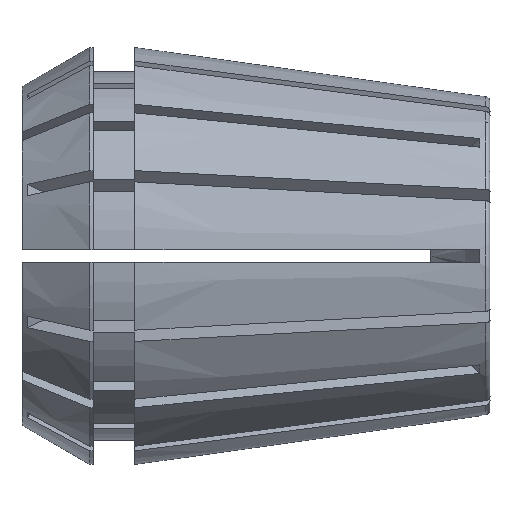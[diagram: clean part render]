
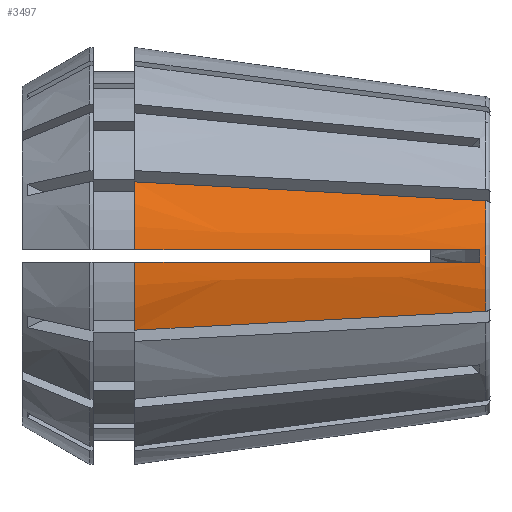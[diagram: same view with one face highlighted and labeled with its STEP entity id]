
A CAD part, front view. The second image highlights one B-rep face of the part: STEP entity #3497.
In plain terms, the highlighted conical face has half-angle 8 degrees and reference radius 15.595 mm.
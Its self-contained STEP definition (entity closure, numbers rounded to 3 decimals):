
#261 = EDGE_CURVE ( 'NONE', #5591, #8115, #2383, .T. ) ;
#262 = EDGE_CURVE ( 'NONE', #8114, #8115, #1444, .T. ) ;
#263 = EDGE_CURVE ( 'NONE', #5645, #8114, #1445, .T. ) ;
#264 = EDGE_CURVE ( 'NONE', #5645, #8117, #1446, .T. ) ;
#953 = CARTESIAN_POINT ( 'NONE',  ( 45.57, -14.683, -5.433 ) ) ;
#954 = CARTESIAN_POINT ( 'NONE',  ( 36.497, -15.862, -5.921 ) ) ;
#962 = CARTESIAN_POINT ( 'NONE',  ( 27.424, -17.041, -6.409 ) ) ;
#963 = CARTESIAN_POINT ( 'NONE',  ( 18.351, -18.219, -6.897 ) ) ;
#964 = CARTESIAN_POINT ( 'NONE',  ( 15.934, -18.533, -7.027 ) ) ;
#965 = CARTESIAN_POINT ( 'NONE',  ( 13.517, -18.847, -7.157 ) ) ;
#966 = CARTESIAN_POINT ( 'NONE',  ( 11.1, -19.161, -7.287 ) ) ;
#986 = CARTESIAN_POINT ( 'NONE',  ( 45.57, -14.683, 5.433 ) ) ;
#987 = CARTESIAN_POINT ( 'NONE',  ( 36.497, -15.862, 5.921 ) ) ;
#994 = CARTESIAN_POINT ( 'NONE',  ( 27.424, -17.041, 6.409 ) ) ;
#995 = CARTESIAN_POINT ( 'NONE',  ( 18.351, -18.219, 6.897 ) ) ;
#996 = CARTESIAN_POINT ( 'NONE',  ( 15.934, -18.533, 7.027 ) ) ;
#997 = CARTESIAN_POINT ( 'NONE',  ( 13.517, -18.847, 7.157 ) ) ;
#998 = CARTESIAN_POINT ( 'NONE',  ( 11.1, -19.161, 7.287 ) ) ;
#1020 = CARTESIAN_POINT ( 'NONE',  ( 45.57, 0., 0. ) ) ;
#1021 = DIRECTION ( 'NONE',  ( -1., 0., 0. ) ) ;
#1022 = DIRECTION ( 'NONE',  ( 0., 0., -1. ) ) ;
#1035 = CARTESIAN_POINT ( 'NONE',  ( 11.1, 0., 0. ) ) ;
#1036 = DIRECTION ( 'NONE',  ( -1., 0., 0. ) ) ;
#1037 = DIRECTION ( 'NONE',  ( 0., 0., 1. ) ) ;
#1042 = CARTESIAN_POINT ( 'NONE',  ( 44.993, -15.726, -0.6 ) ) ;
#1046 = CARTESIAN_POINT ( 'NONE',  ( 11.1, -20.492, -0.6 ) ) ;
#1047 = CARTESIAN_POINT ( 'NONE',  ( 11.1, -19.161, 7.287 ) ) ;
#1048 = CARTESIAN_POINT ( 'NONE',  ( 11.1, -20.492, 0.6 ) ) ;
#1054 = CARTESIAN_POINT ( 'NONE',  ( 45.57, -14.683, 5.433 ) ) ;
#1444 = B_SPLINE_CURVE_WITH_KNOTS ( 'NONE', 3,
 ( #2870, #2865, #2866, #2871 ),
 .UNSPECIFIED., .F., .F.,
 ( 4, 4 ),
 ( 0.082, 0.116 ),
 .UNSPECIFIED. ) ;
#1445 = B_SPLINE_CURVE_WITH_KNOTS ( 'NONE', 3,
 ( #2873, #2860, #2874, #2875 ),
 .UNSPECIFIED., .F., .F.,
 ( 4, 4 ),
 ( 0., 0.001 ),
 .UNSPECIFIED. ) ;
#1446 = B_SPLINE_CURVE_WITH_KNOTS ( 'NONE', 3,
 ( #2861, #2872, #2877, #2878 ),
 .UNSPECIFIED., .F., .F.,
 ( 4, 4 ),
 ( 0.082, 0.116 ),
 .UNSPECIFIED. ) ;
#2246 = ORIENTED_EDGE ( 'NONE', *, *, #7858, .F. ) ;
#2247 = ORIENTED_EDGE ( 'NONE', *, *, #7875, .T. ) ;
#2248 = ORIENTED_EDGE ( 'NONE', *, *, #7869, .T. ) ;
#2249 = ORIENTED_EDGE ( 'NONE', *, *, #7882, .F. ) ;
#2250 = ORIENTED_EDGE ( 'NONE', *, *, #264, .F. ) ;
#2251 = ORIENTED_EDGE ( 'NONE', *, *, #263, .T. ) ;
#2252 = ORIENTED_EDGE ( 'NONE', *, *, #262, .T. ) ;
#2253 = ORIENTED_EDGE ( 'NONE', *, *, #261, .F. ) ;
#2383 = CIRCLE ( 'NONE', #2571, 20.5 ) ;
#2571 = AXIS2_PLACEMENT_3D ( 'NONE', #2867, #2868, #2869 ) ;
#2688 = AXIS2_PLACEMENT_3D ( 'NONE', #4880, #4877, #4876 ) ;
#2860 = CARTESIAN_POINT ( 'NONE',  ( 45.002, -15.739, 0.2 ) ) ;
#2861 = CARTESIAN_POINT ( 'NONE',  ( 44.993, -15.726, 0.6 ) ) ;
#2865 = CARTESIAN_POINT ( 'NONE',  ( 33.695, -17.314, -0.6 ) ) ;
#2866 = CARTESIAN_POINT ( 'NONE',  ( 22.398, -18.903, -0.6 ) ) ;
#2867 = CARTESIAN_POINT ( 'NONE',  ( 11.1, 0., 0. ) ) ;
#2868 = DIRECTION ( 'NONE',  ( -1., 0., 0. ) ) ;
#2869 = DIRECTION ( 'NONE',  ( 0., 0., 1. ) ) ;
#2870 = CARTESIAN_POINT ( 'NONE',  ( 44.993, -15.726, -0.6 ) ) ;
#2871 = CARTESIAN_POINT ( 'NONE',  ( 11.1, -20.492, -0.6 ) ) ;
#2872 = CARTESIAN_POINT ( 'NONE',  ( 33.695, -17.314, 0.6 ) ) ;
#2873 = CARTESIAN_POINT ( 'NONE',  ( 44.993, -15.726, 0.6 ) ) ;
#2874 = CARTESIAN_POINT ( 'NONE',  ( 45.002, -15.739, -0.2 ) ) ;
#2875 = CARTESIAN_POINT ( 'NONE',  ( 44.993, -15.726, -0.6 ) ) ;
#2877 = CARTESIAN_POINT ( 'NONE',  ( 22.398, -18.903, 0.6 ) ) ;
#2878 = CARTESIAN_POINT ( 'NONE',  ( 11.1, -20.492, 0.6 ) ) ;
#3207 = FACE_OUTER_BOUND ( 'NONE', #4030, .T. ) ;
#3215 = CONICAL_SURFACE ( 'NONE', #2688, 15.595, 0.14 ) ;
#3497 = ADVANCED_FACE ( 'NONE', ( #3207 ), #3215, .T. ) ;
#4030 = EDGE_LOOP ( 'NONE', ( #2246, #2247, #2248, #2249, #2250, #2251, #2252, #2253 ) ) ;
#4876 = DIRECTION ( 'NONE',  ( 0., 0., 1. ) ) ;
#4877 = DIRECTION ( 'NONE',  ( -1., 0., 0. ) ) ;
#4880 = CARTESIAN_POINT ( 'NONE',  ( 46., 0., 0. ) ) ;
#5591 = VERTEX_POINT ( 'NONE', #6561 ) ;
#5629 = VERTEX_POINT ( 'NONE', #6677 ) ;
#5645 = VERTEX_POINT ( 'NONE', #6722 ) ;
#6561 = CARTESIAN_POINT ( 'NONE',  ( 11.1, -19.161, -7.287 ) ) ;
#6677 = CARTESIAN_POINT ( 'NONE',  ( 45.57, -14.683, -5.433 ) ) ;
#6722 = CARTESIAN_POINT ( 'NONE',  ( 44.993, -15.726, 0.6 ) ) ;
#7347 = CIRCLE ( 'NONE', #7671, 15.656 ) ;
#7363 = CIRCLE ( 'NONE', #7674, 20.5 ) ;
#7671 = AXIS2_PLACEMENT_3D ( 'NONE', #1020, #1021, #1022 ) ;
#7674 = AXIS2_PLACEMENT_3D ( 'NONE', #1035, #1036, #1037 ) ;
#7722 = B_SPLINE_CURVE_WITH_KNOTS ( 'NONE', 3,
 ( #953, #954, #962, #963, #964, #965, #966 ),
 .UNSPECIFIED., .F., .F.,
 ( 4, 3, 4 ),
 ( 0., 0.027, 0.035 ),
 .UNSPECIFIED. ) ;
#7723 = B_SPLINE_CURVE_WITH_KNOTS ( 'NONE', 3,
 ( #986, #987, #994, #995, #996, #997, #998 ),
 .UNSPECIFIED., .F., .F.,
 ( 4, 3, 4 ),
 ( 0., 0.027, 0.035 ),
 .UNSPECIFIED. ) ;
#7858 = EDGE_CURVE ( 'NONE', #5629, #5591, #7722, .T. ) ;
#7869 = EDGE_CURVE ( 'NONE', #8123, #8116, #7723, .T. ) ;
#7875 = EDGE_CURVE ( 'NONE', #5629, #8123, #7347, .T. ) ;
#7882 = EDGE_CURVE ( 'NONE', #8117, #8116, #7363, .T. ) ;
#8114 = VERTEX_POINT ( 'NONE', #1042 ) ;
#8115 = VERTEX_POINT ( 'NONE', #1046 ) ;
#8116 = VERTEX_POINT ( 'NONE', #1047 ) ;
#8117 = VERTEX_POINT ( 'NONE', #1048 ) ;
#8123 = VERTEX_POINT ( 'NONE', #1054 ) ;
